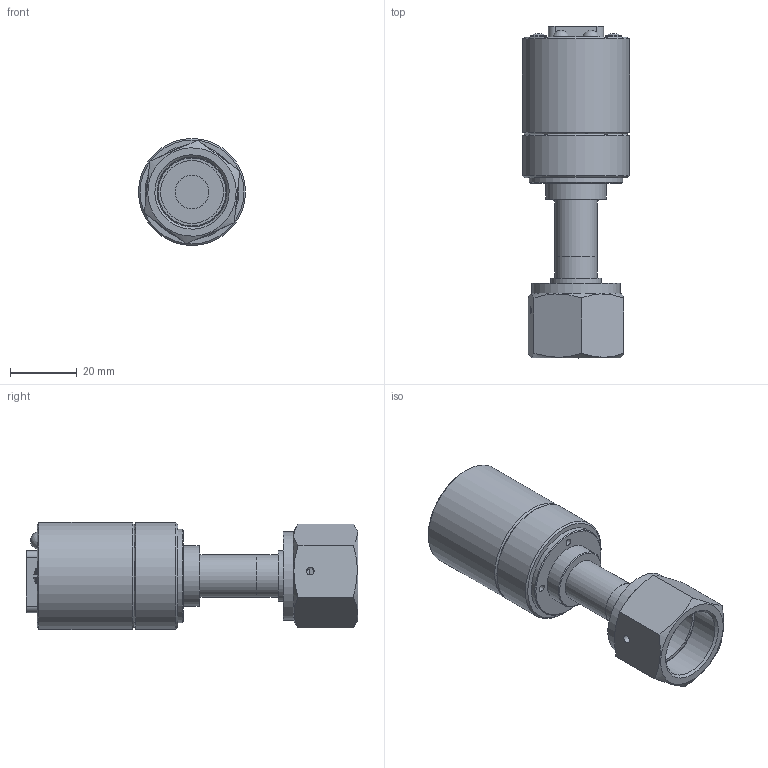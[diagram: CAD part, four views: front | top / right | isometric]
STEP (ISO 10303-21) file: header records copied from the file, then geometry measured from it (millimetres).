
FILE_DESCRIPTION(/* description */ ('STEP AP203'),/* implementation_level */ '2;1');
FILE_NAME(/* name */ 'PTR26782C.stp',/* time_stamp */ '2025-10-24T16:23:40+02:00',/* author */ ('DVONKRIEGSTE'),/* organization */ (''),/* preprocessor_version */ 'ST-DEVELOPER v18.1',/* originating_system */ 'Autodesk Inventor 2021',/* authorisation */ '');
FILE_SCHEMA (('AUTOMOTIVE_DESIGN { 1 0 10303 214 3 1 1 }'));
Length unit declared in the file: millimetre
Products named in the file (1): PTR26782C (1)
Bounding box: 32 x 99.23 x 32 mm (x, y, z)
Volume: 25664.4 mm3; surface area: 21186.9 mm2
Topology: 10 solids, 10 shells, 154 faces, 332 edges, 216 vertices
Faces by surface type: plane 82, cylinder 46, cone 20, sphere 6
Full cylindrical faces by diameter (mm): 2.05 x4, 2.286 x2, 2.5 x3, 2.6 x2, 2.9 x2, 3 x2, 6.5 x1, 10.16 x1, 12.649 x1, 12.7 x1, 15.24 x1, 15.494 x1, 18 x1, 18.796 x1, 20.32 x1, 20.574 x1, 20.851 x2, 22.225 x1, 26.416 x1, 27.7 x1, 28 x2, 32 x2
Entity records: 4436 total; most frequent: CARTESIAN_POINT 821, DIRECTION 738, ORIENTED_EDGE 664, EDGE_CURVE 332, AXIS2_PLACEMENT_3D 275, VERTEX_POINT 216, EDGE_LOOP 200, LINE 188
